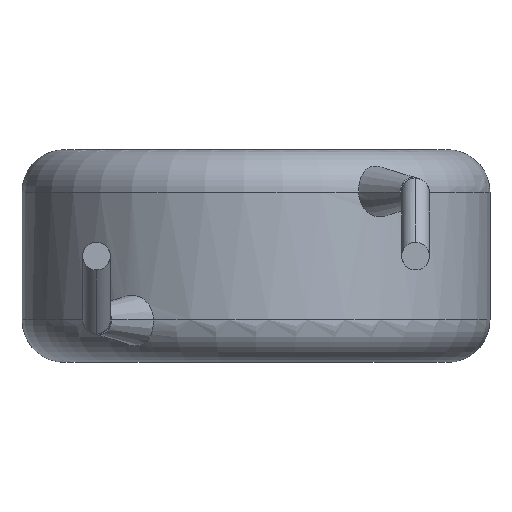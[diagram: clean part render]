
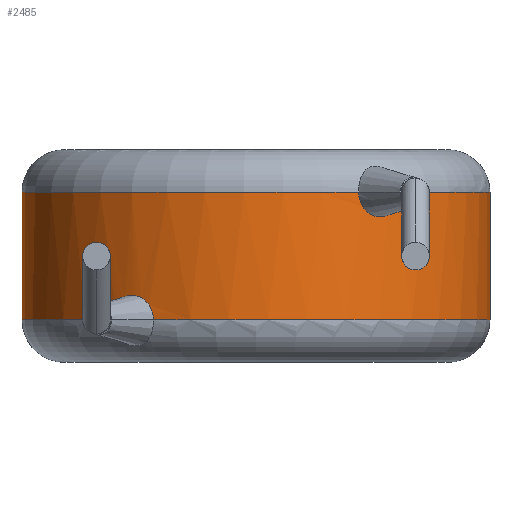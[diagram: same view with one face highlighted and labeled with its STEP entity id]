
A CAD part, front view. The second image highlights one B-rep face of the part: STEP entity #2485.
In plain terms, the highlighted cylindrical face has radius 5.5 mm (diameter 11 mm), a partial arc.
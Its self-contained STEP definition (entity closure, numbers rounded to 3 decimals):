
#44 = EDGE_CURVE ( 'NONE', #2885, #1850, #1957, .T. ) ;
#47 = DIRECTION ( 'NONE',  ( 0., 0., -1. ) ) ;
#134 = EDGE_CURVE ( 'NONE', #1299, #3963, #3152, .T. ) ;
#178 = EDGE_CURVE ( 'NONE', #607, #3963, #4050, .T. ) ;
#270 = DIRECTION ( 'NONE',  ( -1., 0., 0. ) ) ;
#320 = AXIS2_PLACEMENT_3D ( 'NONE', #549, #3165, #270 ) ;
#357 = ORIENTED_EDGE ( 'NONE', *, *, #438, .F. ) ;
#410 = ORIENTED_EDGE ( 'NONE', *, *, #134, .F. ) ;
#420 = CARTESIAN_POINT ( 'NONE',  ( 2.467, -4.917, 3.696 ) ) ;
#438 = EDGE_CURVE ( 'NONE', #2885, #3540, #1088, .T. ) ;
#492 = AXIS2_PLACEMENT_3D ( 'NONE', #3530, #1866, #1255 ) ;
#541 = ORIENTED_EDGE ( 'NONE', *, *, #44, .T. ) ;
#549 = CARTESIAN_POINT ( 'NONE',  ( 0., 0., 5. ) ) ;
#588 = CIRCLE ( 'NONE', #492, 5.5 ) ;
#591 = CARTESIAN_POINT ( 'NONE',  ( -3.049, -4.58, 1.579 ) ) ;
#607 = VERTEX_POINT ( 'NONE', #1375 ) ;
#610 = CARTESIAN_POINT ( 'NONE',  ( -3.399, -4.324, 1.154 ) ) ;
#629 = AXIS2_PLACEMENT_3D ( 'NONE', #3287, #3617, #1978 ) ;
#641 = ORIENTED_EDGE ( 'NONE', *, *, #2319, .T. ) ;
#707 = ORIENTED_EDGE ( 'NONE', *, *, #1885, .F. ) ;
#775 = CARTESIAN_POINT ( 'NONE',  ( -3.399, -4.324, 1. ) ) ;
#856 = CARTESIAN_POINT ( 'NONE',  ( 0., 0., 1. ) ) ;
#925 = ORIENTED_EDGE ( 'NONE', *, *, #178, .T. ) ;
#967 = CARTESIAN_POINT ( 'NONE',  ( -2.467, -4.917, 1.304 ) ) ;
#1088 = B_SPLINE_CURVE_WITH_KNOTS ( 'NONE', 3,
 ( #2553, #1903, #967, #1260, #4117, #591, #3218, #4175, #610, #3185 ),
 .UNSPECIFIED., .F., .F.,
 ( 4, 2, 2, 2, 4 ),
 ( 0., 0., 0.001, 0.001, 0.002 ),
 .UNSPECIFIED. ) ;
#1093 = VECTOR ( 'NONE', #47, 1000. ) ;
#1111 = CARTESIAN_POINT ( 'NONE',  ( 2.658, -4.816, 3.483 ) ) ;
#1191 = CARTESIAN_POINT ( 'NONE',  ( 3.399, -4.324, 4. ) ) ;
#1196 = LINE ( 'NONE', #3688, #1093 ) ;
#1219 = LINE ( 'NONE', #1549, #3529 ) ;
#1255 = DIRECTION ( 'NONE',  ( 1., 0., 0. ) ) ;
#1260 = CARTESIAN_POINT ( 'NONE',  ( -2.658, -4.816, 1.517 ) ) ;
#1299 = VERTEX_POINT ( 'NONE', #2134 ) ;
#1362 = AXIS2_PLACEMENT_3D ( 'NONE', #2099, #2493, #1791 ) ;
#1375 = CARTESIAN_POINT ( 'NONE',  ( 5.5, 0., 4. ) ) ;
#1549 = CARTESIAN_POINT ( 'NONE',  ( 5.5, 0., 5. ) ) ;
#1619 = DIRECTION ( 'NONE',  ( 0., 0., -1. ) ) ;
#1674 = CYLINDRICAL_SURFACE ( 'NONE', #320, 5.5 ) ;
#1714 = CARTESIAN_POINT ( 'NONE',  ( 2.409, -4.945, 4. ) ) ;
#1739 = CARTESIAN_POINT ( 'NONE',  ( 3.399, -4.324, 3.846 ) ) ;
#1791 = DIRECTION ( 'NONE',  ( 1., 0., 0. ) ) ;
#1850 = VERTEX_POINT ( 'NONE', #3177 ) ;
#1866 = DIRECTION ( 'NONE',  ( 0., 0., -1. ) ) ;
#1885 = EDGE_CURVE ( 'NONE', #607, #1850, #1219, .T. ) ;
#1903 = CARTESIAN_POINT ( 'NONE',  ( -2.409, -4.945, 1.154 ) ) ;
#1957 = CIRCLE ( 'NONE', #629, 5.5 ) ;
#1978 = DIRECTION ( 'NONE',  ( 1., 0., 0. ) ) ;
#2004 = VERTEX_POINT ( 'NONE', #2435 ) ;
#2008 = ORIENTED_EDGE ( 'NONE', *, *, #3944, .T. ) ;
#2015 = FACE_OUTER_BOUND ( 'NONE', #3552, .T. ) ;
#2099 = CARTESIAN_POINT ( 'NONE',  ( 0., 0., 4. ) ) ;
#2134 = CARTESIAN_POINT ( 'NONE',  ( 2.409, -4.945, 4. ) ) ;
#2319 = EDGE_CURVE ( 'NONE', #1299, #4113, #588, .T. ) ;
#2399 = CARTESIAN_POINT ( 'NONE',  ( 2.409, -4.945, 3.846 ) ) ;
#2435 = CARTESIAN_POINT ( 'NONE',  ( -5.5, 0., 1. ) ) ;
#2485 = ADVANCED_FACE ( 'NONE', ( #2015 ), #1674, .T. ) ;
#2493 = DIRECTION ( 'NONE',  ( 0., 0., -1. ) ) ;
#2553 = CARTESIAN_POINT ( 'NONE',  ( -2.409, -4.945, 1. ) ) ;
#2599 = AXIS2_PLACEMENT_3D ( 'NONE', #856, #3807, #3113 ) ;
#2720 = CARTESIAN_POINT ( 'NONE',  ( 3.399, -4.324, 4. ) ) ;
#2885 = VERTEX_POINT ( 'NONE', #3004 ) ;
#3004 = CARTESIAN_POINT ( 'NONE',  ( -2.409, -4.945, 1. ) ) ;
#3005 = CARTESIAN_POINT ( 'NONE',  ( -5.5, 0., 4. ) ) ;
#3022 = CARTESIAN_POINT ( 'NONE',  ( 3.349, -4.364, 3.697 ) ) ;
#3077 = CARTESIAN_POINT ( 'NONE',  ( 3.049, -4.58, 3.421 ) ) ;
#3113 = DIRECTION ( 'NONE',  ( 1., 0., 0. ) ) ;
#3152 = B_SPLINE_CURVE_WITH_KNOTS ( 'NONE', 3,
 ( #1714, #2399, #420, #1111, #3378, #3077, #3991, #3022, #1739, #2720 ),
 .UNSPECIFIED., .F., .F.,
 ( 4, 2, 2, 2, 4 ),
 ( 0., 0., 0.001, 0.001, 0.002 ),
 .UNSPECIFIED. ) ;
#3165 = DIRECTION ( 'NONE',  ( 0., 0., -1. ) ) ;
#3177 = CARTESIAN_POINT ( 'NONE',  ( 5.5, 0., 1. ) ) ;
#3185 = CARTESIAN_POINT ( 'NONE',  ( -3.399, -4.324, 1. ) ) ;
#3218 = CARTESIAN_POINT ( 'NONE',  ( -3.173, -4.494, 1.519 ) ) ;
#3287 = CARTESIAN_POINT ( 'NONE',  ( 0., 0., 1. ) ) ;
#3378 = CARTESIAN_POINT ( 'NONE',  ( 2.791, -4.742, 3.421 ) ) ;
#3529 = VECTOR ( 'NONE', #1619, 1000. ) ;
#3530 = CARTESIAN_POINT ( 'NONE',  ( 0., 0., 4. ) ) ;
#3540 = VERTEX_POINT ( 'NONE', #775 ) ;
#3552 = EDGE_LOOP ( 'NONE', ( #707, #925, #410, #641, #3871, #2008, #357, #541 ) ) ;
#3617 = DIRECTION ( 'NONE',  ( 0., 0., 1. ) ) ;
#3688 = CARTESIAN_POINT ( 'NONE',  ( -5.5, 0., 5. ) ) ;
#3807 = DIRECTION ( 'NONE',  ( 0., 0., 1. ) ) ;
#3818 = CIRCLE ( 'NONE', #2599, 5.5 ) ;
#3871 = ORIENTED_EDGE ( 'NONE', *, *, #4093, .T. ) ;
#3944 = EDGE_CURVE ( 'NONE', #2004, #3540, #3818, .T. ) ;
#3963 = VERTEX_POINT ( 'NONE', #1191 ) ;
#3991 = CARTESIAN_POINT ( 'NONE',  ( 3.173, -4.494, 3.481 ) ) ;
#4050 = CIRCLE ( 'NONE', #1362, 5.5 ) ;
#4093 = EDGE_CURVE ( 'NONE', #4113, #2004, #1196, .T. ) ;
#4113 = VERTEX_POINT ( 'NONE', #3005 ) ;
#4117 = CARTESIAN_POINT ( 'NONE',  ( -2.791, -4.742, 1.579 ) ) ;
#4175 = CARTESIAN_POINT ( 'NONE',  ( -3.349, -4.364, 1.303 ) ) ;
